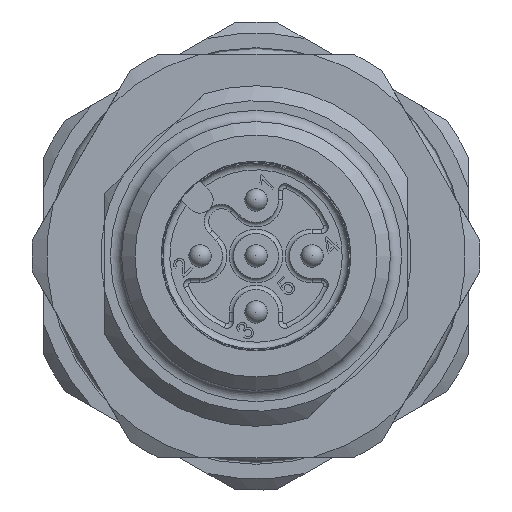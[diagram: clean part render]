
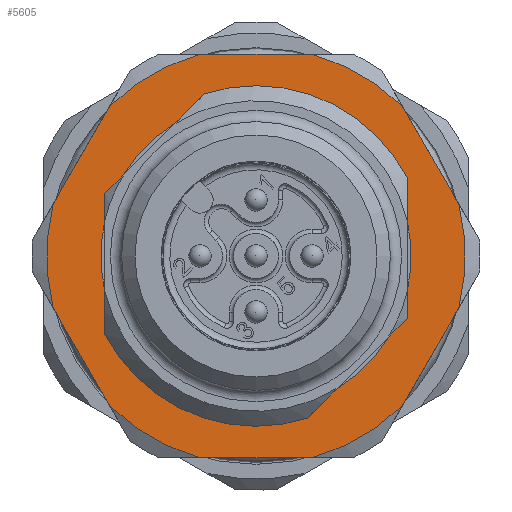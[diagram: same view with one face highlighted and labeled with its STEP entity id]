
A CAD part, left-side view. The second image highlights one B-rep face of the part: STEP entity #5605.
In plain terms, the highlighted planar face has unit normal (-1, 0, 0).
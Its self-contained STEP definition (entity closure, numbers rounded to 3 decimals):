
#802=PLANE('',#6862);
#1068=EDGE_LOOP('',(#2170,#2171,#2172,#2173,#2174,#2175,#2176,#2177,#2178,
#2179,#2180,#2181,#2182,#2183));
#1069=EDGE_LOOP('',(#2184,#2185,#2186,#2187,#2188,#2189,#2190,#2191,#2192,
#2193,#2194,#2195));
#1354=CIRCLE('',#6665,7.6);
#1356=CIRCLE('',#6668,7.6);
#1440=CIRCLE('',#6852,6.93);
#1441=CIRCLE('',#6853,6.93);
#1442=CIRCLE('',#6854,6.93);
#1443=CIRCLE('',#6855,6.93);
#1444=CIRCLE('',#6856,9.346);
#1445=CIRCLE('',#6857,9.346);
#1446=CIRCLE('',#6858,9.346);
#1447=CIRCLE('',#6859,9.346);
#1448=CIRCLE('',#6860,9.346);
#1449=CIRCLE('',#6861,9.346);
#2170=ORIENTED_EDGE('',*,*,#3618,.F.);
#2171=ORIENTED_EDGE('',*,*,#3626,.F.);
#2172=ORIENTED_EDGE('',*,*,#3853,.F.);
#2173=ORIENTED_EDGE('',*,*,#3630,.F.);
#2174=ORIENTED_EDGE('',*,*,#3608,.T.);
#2175=ORIENTED_EDGE('',*,*,#3656,.T.);
#2176=ORIENTED_EDGE('',*,*,#3854,.F.);
#2177=ORIENTED_EDGE('',*,*,#3649,.T.);
#2178=ORIENTED_EDGE('',*,*,#3644,.T.);
#2179=ORIENTED_EDGE('',*,*,#3855,.F.);
#2180=ORIENTED_EDGE('',*,*,#3636,.T.);
#2181=ORIENTED_EDGE('',*,*,#3604,.T.);
#2182=ORIENTED_EDGE('',*,*,#3613,.F.);
#2183=ORIENTED_EDGE('',*,*,#3856,.F.);
#2184=ORIENTED_EDGE('',*,*,#3857,.F.);
#2185=ORIENTED_EDGE('',*,*,#3858,.F.);
#2186=ORIENTED_EDGE('',*,*,#3859,.F.);
#2187=ORIENTED_EDGE('',*,*,#3860,.F.);
#2188=ORIENTED_EDGE('',*,*,#3861,.F.);
#2189=ORIENTED_EDGE('',*,*,#3862,.F.);
#2190=ORIENTED_EDGE('',*,*,#3863,.F.);
#2191=ORIENTED_EDGE('',*,*,#3864,.F.);
#2192=ORIENTED_EDGE('',*,*,#3865,.F.);
#2193=ORIENTED_EDGE('',*,*,#3866,.F.);
#2194=ORIENTED_EDGE('',*,*,#3867,.F.);
#2195=ORIENTED_EDGE('',*,*,#3868,.F.);
#3604=EDGE_CURVE('',#6055,#6056,#1354,.T.);
#3608=EDGE_CURVE('',#6059,#6060,#1356,.T.);
#3613=EDGE_CURVE('',#6064,#6056,#4545,.T.);
#3618=EDGE_CURVE('',#6068,#6069,#4548,.T.);
#3626=EDGE_CURVE('',#6076,#6068,#4556,.T.);
#3630=EDGE_CURVE('',#6059,#6079,#4558,.T.);
#3636=EDGE_CURVE('',#6083,#6055,#4564,.T.);
#3644=EDGE_CURVE('',#6091,#6090,#4572,.T.);
#3649=EDGE_CURVE('',#6095,#6091,#4575,.T.);
#3656=EDGE_CURVE('',#6060,#6100,#4582,.T.);
#3853=EDGE_CURVE('',#6079,#6076,#1440,.T.);
#3854=EDGE_CURVE('',#6095,#6100,#1441,.T.);
#3855=EDGE_CURVE('',#6083,#6090,#1442,.T.);
#3856=EDGE_CURVE('',#6069,#6064,#1443,.T.);
#3857=EDGE_CURVE('',#6232,#6233,#1444,.T.);
#3858=EDGE_CURVE('',#6234,#6232,#4655,.T.);
#3859=EDGE_CURVE('',#6235,#6234,#1445,.T.);
#3860=EDGE_CURVE('',#6236,#6235,#4656,.T.);
#3861=EDGE_CURVE('',#6237,#6236,#1446,.T.);
#3862=EDGE_CURVE('',#6238,#6237,#4657,.T.);
#3863=EDGE_CURVE('',#6239,#6238,#1447,.T.);
#3864=EDGE_CURVE('',#6240,#6239,#4658,.T.);
#3865=EDGE_CURVE('',#6241,#6240,#1448,.T.);
#3866=EDGE_CURVE('',#6242,#6241,#4659,.T.);
#3867=EDGE_CURVE('',#6243,#6242,#1449,.T.);
#3868=EDGE_CURVE('',#6233,#6243,#4660,.T.);
#4545=LINE('',#9259,#5020);
#4548=LINE('',#9274,#5023);
#4556=LINE('',#9291,#5031);
#4558=LINE('',#9303,#5033);
#4564=LINE('',#9314,#5039);
#4572=LINE('',#9330,#5047);
#4575=LINE('',#9346,#5050);
#4582=LINE('',#9359,#5057);
#4655=LINE('',#10039,#5130);
#4656=LINE('',#10043,#5131);
#4657=LINE('',#10047,#5132);
#4658=LINE('',#10051,#5133);
#4659=LINE('',#10055,#5134);
#4660=LINE('',#10059,#5135);
#5020=VECTOR('',#7362,1.);
#5023=VECTOR('',#7365,1.);
#5031=VECTOR('',#7375,1.);
#5033=VECTOR('',#7377,1.);
#5039=VECTOR('',#7385,1.);
#5047=VECTOR('',#7393,1.);
#5050=VECTOR('',#7398,1.);
#5057=VECTOR('',#7405,1.);
#5130=VECTOR('',#7844,1.);
#5131=VECTOR('',#7847,1.);
#5132=VECTOR('',#7850,1.);
#5133=VECTOR('',#7853,1.);
#5134=VECTOR('',#7856,1.);
#5135=VECTOR('',#7859,1.);
#5605=ADVANCED_FACE('',(#5954,#5955),#802,.F.);
#5954=FACE_BOUND('',#1068,.T.);
#5955=FACE_BOUND('',#1069,.T.);
#6055=VERTEX_POINT('',#9239);
#6056=VERTEX_POINT('',#9240);
#6059=VERTEX_POINT('',#9248);
#6060=VERTEX_POINT('',#9249);
#6064=VERTEX_POINT('',#9258);
#6068=VERTEX_POINT('',#9273);
#6069=VERTEX_POINT('',#9275);
#6076=VERTEX_POINT('',#9290);
#6079=VERTEX_POINT('',#9304);
#6083=VERTEX_POINT('',#9315);
#6090=VERTEX_POINT('',#9329);
#6091=VERTEX_POINT('',#9331);
#6095=VERTEX_POINT('',#9347);
#6100=VERTEX_POINT('',#9358);
#6232=VERTEX_POINT('',#10037);
#6233=VERTEX_POINT('',#10038);
#6234=VERTEX_POINT('',#10040);
#6235=VERTEX_POINT('',#10042);
#6236=VERTEX_POINT('',#10044);
#6237=VERTEX_POINT('',#10046);
#6238=VERTEX_POINT('',#10048);
#6239=VERTEX_POINT('',#10050);
#6240=VERTEX_POINT('',#10052);
#6241=VERTEX_POINT('',#10054);
#6242=VERTEX_POINT('',#10056);
#6243=VERTEX_POINT('',#10058);
#6665=AXIS2_PLACEMENT_3D('',#9238,#7345,#7346);
#6668=AXIS2_PLACEMENT_3D('',#9247,#7353,#7354);
#6852=AXIS2_PLACEMENT_3D('',#10032,#7834,#7835);
#6853=AXIS2_PLACEMENT_3D('',#10033,#7836,#7837);
#6854=AXIS2_PLACEMENT_3D('',#10034,#7838,#7839);
#6855=AXIS2_PLACEMENT_3D('',#10035,#7840,#7841);
#6856=AXIS2_PLACEMENT_3D('',#10036,#7842,#7843);
#6857=AXIS2_PLACEMENT_3D('',#10041,#7845,#7846);
#6858=AXIS2_PLACEMENT_3D('',#10045,#7848,#7849);
#6859=AXIS2_PLACEMENT_3D('',#10049,#7851,#7852);
#6860=AXIS2_PLACEMENT_3D('',#10053,#7854,#7855);
#6861=AXIS2_PLACEMENT_3D('',#10057,#7857,#7858);
#6862=AXIS2_PLACEMENT_3D('',#10060,#7860,#7861);
#7345=DIRECTION('',(1.,0.,0.));
#7346=DIRECTION('',(0.,0.,-1.));
#7353=DIRECTION('',(1.,0.,0.));
#7354=DIRECTION('',(0.,0.,-1.));
#7362=DIRECTION('',(0.,0.,1.));
#7365=DIRECTION('',(0.,0.,1.));
#7375=DIRECTION('',(0.,-0.707,0.707));
#7377=DIRECTION('',(0.,-0.707,0.707));
#7385=DIRECTION('',(0.,-0.707,0.707));
#7393=DIRECTION('',(0.,-0.707,0.707));
#7398=DIRECTION('',(0.,0.,1.));
#7405=DIRECTION('',(0.,0.,1.));
#7834=DIRECTION('',(-1.,0.,0.));
#7835=DIRECTION('',(0.,1.,0.));
#7836=DIRECTION('',(-1.,0.,0.));
#7837=DIRECTION('',(0.,1.,0.));
#7838=DIRECTION('',(-1.,0.,0.));
#7839=DIRECTION('',(0.,1.,0.));
#7840=DIRECTION('',(-1.,0.,0.));
#7841=DIRECTION('',(0.,1.,0.));
#7842=DIRECTION('',(1.,0.,0.));
#7843=DIRECTION('',(0.,0.,-1.));
#7844=DIRECTION('',(0.,1.,0.));
#7845=DIRECTION('',(1.,0.,0.));
#7846=DIRECTION('',(0.,0.,-1.));
#7847=DIRECTION('',(0.,0.5,-0.866));
#7848=DIRECTION('',(1.,0.,0.));
#7849=DIRECTION('',(0.,0.,-1.));
#7850=DIRECTION('',(0.,-0.5,-0.866));
#7851=DIRECTION('',(1.,0.,0.));
#7852=DIRECTION('',(0.,0.,-1.));
#7853=DIRECTION('',(0.,-1.,0.));
#7854=DIRECTION('',(1.,0.,0.));
#7855=DIRECTION('',(0.,0.,-1.));
#7856=DIRECTION('',(0.,-0.5,0.866));
#7857=DIRECTION('',(1.,0.,0.));
#7858=DIRECTION('',(0.,0.,-1.));
#7859=DIRECTION('',(0.,0.5,0.866));
#7860=DIRECTION('',(1.,0.,0.));
#7861=DIRECTION('',(0.,0.,-1.));
#9238=CARTESIAN_POINT('',(13.,0.,0.));
#9239=CARTESIAN_POINT('',(13.,2.303,7.243));
#9240=CARTESIAN_POINT('',(13.,-6.75,3.492));
#9247=CARTESIAN_POINT('',(13.,0.,0.));
#9248=CARTESIAN_POINT('',(13.,-2.303,-7.243));
#9249=CARTESIAN_POINT('',(13.,6.75,-3.492));
#9258=CARTESIAN_POINT('',(13.,-6.75,1.569));
#9259=CARTESIAN_POINT('',(13.,-6.75,5.744));
#9273=CARTESIAN_POINT('',(13.,-6.75,-2.796));
#9274=CARTESIAN_POINT('',(13.,-6.75,5.744));
#9275=CARTESIAN_POINT('',(13.,-6.75,-1.569));
#9290=CARTESIAN_POINT('',(13.,-5.883,-3.663));
#9291=CARTESIAN_POINT('',(13.,-6.75,-2.796));
#9303=CARTESIAN_POINT('',(13.,-6.75,-2.796));
#9304=CARTESIAN_POINT('',(13.,-3.663,-5.883));
#9314=CARTESIAN_POINT('',(13.,0.711,8.835));
#9315=CARTESIAN_POINT('',(13.,3.663,5.883));
#9329=CARTESIAN_POINT('',(13.,5.883,3.663));
#9330=CARTESIAN_POINT('',(13.,0.711,8.835));
#9331=CARTESIAN_POINT('',(13.,6.75,2.796));
#9346=CARTESIAN_POINT('',(13.,6.75,2.796));
#9347=CARTESIAN_POINT('',(13.,6.75,1.569));
#9358=CARTESIAN_POINT('',(13.,6.75,-1.569));
#9359=CARTESIAN_POINT('',(13.,6.75,2.796));
#10032=CARTESIAN_POINT('',(13.,0.,0.));
#10033=CARTESIAN_POINT('',(13.,0.,0.));
#10034=CARTESIAN_POINT('',(13.,0.,0.));
#10035=CARTESIAN_POINT('',(13.,0.,0.));
#10036=CARTESIAN_POINT('',(13.,0.,0.));
#10037=CARTESIAN_POINT('',(13.,2.521,-9.));
#10038=CARTESIAN_POINT('',(13.,6.534,-6.683));
#10039=CARTESIAN_POINT('',(13.,-4.359,-9.));
#10040=CARTESIAN_POINT('',(13.,-2.521,-9.));
#10041=CARTESIAN_POINT('',(13.,0.,0.));
#10042=CARTESIAN_POINT('',(13.,-6.534,-6.683));
#10043=CARTESIAN_POINT('',(13.,-9.974,-0.725));
#10044=CARTESIAN_POINT('',(13.,-9.055,-2.317));
#10045=CARTESIAN_POINT('',(13.,0.,0.));
#10046=CARTESIAN_POINT('',(13.,-9.055,2.317));
#10047=CARTESIAN_POINT('',(13.,-5.615,8.275));
#10048=CARTESIAN_POINT('',(13.,-6.534,6.683));
#10049=CARTESIAN_POINT('',(13.,0.,0.));
#10050=CARTESIAN_POINT('',(13.,-2.521,9.));
#10051=CARTESIAN_POINT('',(13.,4.359,9.));
#10052=CARTESIAN_POINT('',(13.,2.521,9.));
#10053=CARTESIAN_POINT('',(13.,0.,0.));
#10054=CARTESIAN_POINT('',(13.,6.534,6.683));
#10055=CARTESIAN_POINT('',(13.,9.974,0.725));
#10056=CARTESIAN_POINT('',(13.,9.055,2.317));
#10057=CARTESIAN_POINT('',(13.,0.,0.));
#10058=CARTESIAN_POINT('',(13.,9.055,-2.317));
#10059=CARTESIAN_POINT('',(13.,5.615,-8.275));
#10060=CARTESIAN_POINT('',(13.,0.,0.));
